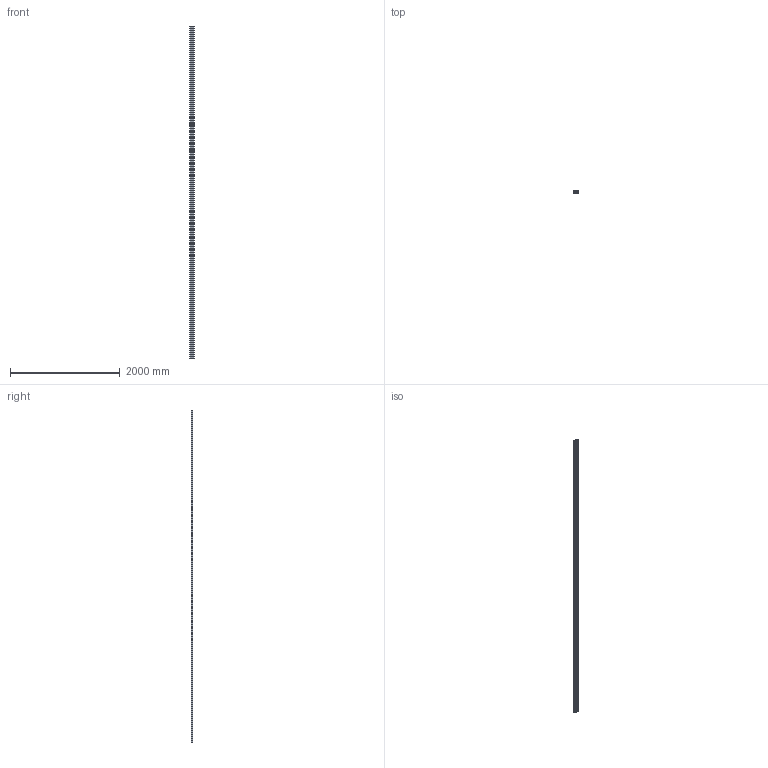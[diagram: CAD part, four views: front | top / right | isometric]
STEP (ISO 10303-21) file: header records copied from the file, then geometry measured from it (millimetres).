
FILE_DESCRIPTION(/* description */ ('STEP AP203'),/* implementation_level */ '2;1');
FILE_NAME(/* name */ '1029641.stp',/* time_stamp */ '2024-12-11T15:45:48+01:00',/* author */ ('Bo'),/* organization */ (''),/* preprocessor_version */ 'ST-DEVELOPER v20',/* originating_system */ 'Autodesk Inventor 2025',/* authorisation */ '');
FILE_SCHEMA (('AUTOMOTIVE_DESIGN { 1 0 10303 214 3 1 1 }'));
Length unit declared in the file: inch
Products named in the file (1): 1029641
Bounding box: 80 x 32 x 6060 mm (x, y, z)
Volume: 5263495 mm3; surface area: 4039854.9 mm2
Topology: 1 solids, 1 shells, 198 faces, 588 edges, 392 vertices
Faces by surface type: cylinder 106, plane 92
Entity records: 6769 total; most frequent: DIRECTION 1198, CARTESIAN_POINT 1179, ORIENTED_EDGE 1176, EDGE_CURVE 588, AXIS2_PLACEMENT_3D 411, VERTEX_POINT 392, LINE 376, VECTOR 376
